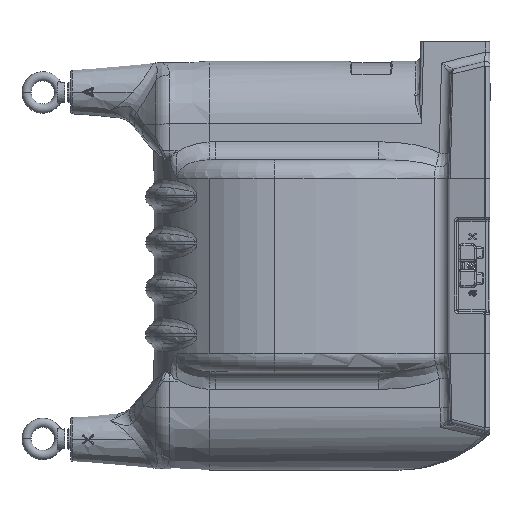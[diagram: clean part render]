
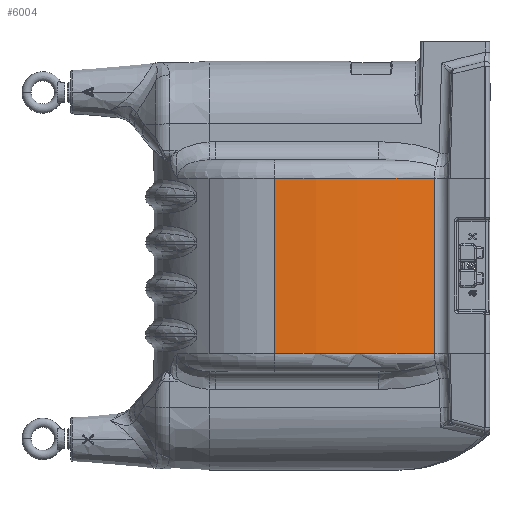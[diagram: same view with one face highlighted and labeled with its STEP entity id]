
A CAD part, left-side view. The second image highlights one B-rep face of the part: STEP entity #6004.
In plain terms, the highlighted cylindrical face has radius 343 mm (diameter 686 mm), a partial arc.
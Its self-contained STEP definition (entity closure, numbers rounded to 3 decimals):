
#1189 = CYLINDRICAL_SURFACE ( 'NONE', #2576, 343. ) ;
#1199 = FACE_OUTER_BOUND ( 'NONE', #8517, .T. ) ;
#2576 = AXIS2_PLACEMENT_3D ( 'NONE', #13424, #13423, #13418 ) ;
#2889 = AXIS2_PLACEMENT_3D ( 'NONE', #25153, #25154, #25155 ) ;
#6004 = ADVANCED_FACE ( 'NONE', ( #1199 ), #1189, .T. ) ;
#6525 = EDGE_CURVE ( 'NONE', #8363, #8365, #18145, .T. ) ;
#6939 = EDGE_CURVE ( 'NONE', #8360, #16406, #36830, .T. ) ;
#6999 = EDGE_CURVE ( 'NONE', #16615, #16406, #36344, .T. ) ;
#7152 = EDGE_CURVE ( 'NONE', #8361, #8363, #16541, .T. ) ;
#8360 = VERTEX_POINT ( 'NONE', #30108 ) ;
#8361 = VERTEX_POINT ( 'NONE', #30109 ) ;
#8363 = VERTEX_POINT ( 'NONE', #30110 ) ;
#8365 = VERTEX_POINT ( 'NONE', #30111 ) ;
#8517 = EDGE_LOOP ( 'NONE', ( #10645, #10650, #10702, #10537, #10523, #10541 ) ) ;
#10523 = ORIENTED_EDGE ( 'NONE', *, *, #6939, .T. ) ;
#10537 = ORIENTED_EDGE ( 'NONE', *, *, #17133, .F. ) ;
#10541 = ORIENTED_EDGE ( 'NONE', *, *, #6999, .F. ) ;
#10645 = ORIENTED_EDGE ( 'NONE', *, *, #21178, .F. ) ;
#10650 = ORIENTED_EDGE ( 'NONE', *, *, #7152, .T. ) ;
#10702 = ORIENTED_EDGE ( 'NONE', *, *, #6525, .T. ) ;
#10855 = CIRCLE ( 'NONE', #34434, 343. ) ;
#13418 = DIRECTION ( 'NONE',  ( 1., 0., 0. ) ) ;
#13423 = DIRECTION ( 'NONE',  ( 0., 0., -1. ) ) ;
#13424 = CARTESIAN_POINT ( 'NONE',  ( 212., 7., 115. ) ) ;
#16406 = VERTEX_POINT ( 'NONE', #31488 ) ;
#16541 = LINE ( 'NONE', #26935, #16915 ) ;
#16615 = VERTEX_POINT ( 'NONE', #31491 ) ;
#16915 = VECTOR ( 'NONE', #26936, 1000. ) ;
#17133 = EDGE_CURVE ( 'NONE', #8360, #8365, #10855, .T. ) ;
#18145 = B_SPLINE_CURVE_WITH_KNOTS ( 'NONE', 3,
 ( #19802, #19807, #19808, #19809 ),
 .UNSPECIFIED., .F., .F.,
 ( 4, 4 ),
 ( 0.02, 0.02 ),
 .UNSPECIFIED. ) ;
#19802 = CARTESIAN_POINT ( 'NONE',  ( -83.73, -166.76, 95. ) ) ;
#19807 = CARTESIAN_POINT ( 'NONE',  ( -83.731, -166.759, 95. ) ) ;
#19808 = CARTESIAN_POINT ( 'NONE',  ( -83.731, -166.758, 95. ) ) ;
#19809 = CARTESIAN_POINT ( 'NONE',  ( -83.732, -166.757, 95. ) ) ;
#21178 = EDGE_CURVE ( 'NONE', #8361, #16615, #33366, .T. ) ;
#24751 = CARTESIAN_POINT ( 'NONE',  ( -131., 7., 115. ) ) ;
#24755 = DIRECTION ( 'NONE',  ( 0., 0., -1. ) ) ;
#25153 = CARTESIAN_POINT ( 'NONE',  ( 212., 7., -95. ) ) ;
#25154 = DIRECTION ( 'NONE',  ( 0., 0., -1. ) ) ;
#25155 = DIRECTION ( 'NONE',  ( -1., 0., 0. ) ) ;
#26935 = CARTESIAN_POINT ( 'NONE',  ( -83.73, -166.76, 115. ) ) ;
#26936 = DIRECTION ( 'NONE',  ( 0., 0., 1. ) ) ;
#30108 = CARTESIAN_POINT ( 'NONE',  ( -131., 7., 95. ) ) ;
#30109 = CARTESIAN_POINT ( 'NONE',  ( -83.73, -166.76, -95. ) ) ;
#30110 = CARTESIAN_POINT ( 'NONE',  ( -83.73, -166.76, 95. ) ) ;
#30111 = CARTESIAN_POINT ( 'NONE',  ( -83.732, -166.757, 95. ) ) ;
#31488 = CARTESIAN_POINT ( 'NONE',  ( -131., 7., -95. ) ) ;
#31491 = CARTESIAN_POINT ( 'NONE',  ( -83.732, -166.757, -95. ) ) ;
#32568 = CARTESIAN_POINT ( 'NONE',  ( 212., 7., 95. ) ) ;
#32569 = DIRECTION ( 'NONE',  ( 0., 0., 1. ) ) ;
#32570 = DIRECTION ( 'NONE',  ( -1., 0., 0. ) ) ;
#33366 = CIRCLE ( 'NONE', #34818, 343. ) ;
#34434 = AXIS2_PLACEMENT_3D ( 'NONE', #32568, #32569, #32570 ) ;
#34818 = AXIS2_PLACEMENT_3D ( 'NONE', #43089, #43097, #43098 ) ;
#36344 = CIRCLE ( 'NONE', #2889, 343. ) ;
#36830 = LINE ( 'NONE', #24751, #36835 ) ;
#36835 = VECTOR ( 'NONE', #24755, 1000. ) ;
#43089 = CARTESIAN_POINT ( 'NONE',  ( 212., 7., -95. ) ) ;
#43097 = DIRECTION ( 'NONE',  ( 0., 0., -1. ) ) ;
#43098 = DIRECTION ( 'NONE',  ( -1., 0., 0. ) ) ;
